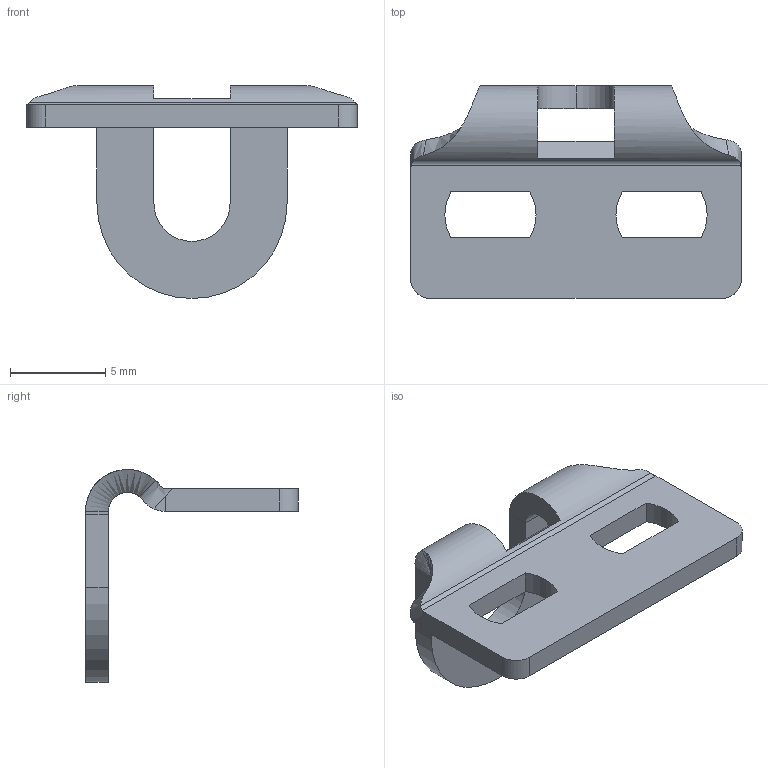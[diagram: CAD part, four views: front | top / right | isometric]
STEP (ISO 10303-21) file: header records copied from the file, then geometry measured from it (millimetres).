
FILE_DESCRIPTION (( 'STEP AP214' ), '1' );
FILE_NAME ('Cranck Plunger Lever.STEP', '2025-07-06T08:34:29', ( '' ), ( '' ), 'SwSTEP 2.0', 'SolidWorks 2025', '' );
FILE_SCHEMA (( 'AUTOMOTIVE_DESIGN' ));
Length unit declared in the file: millimetre
Products named in the file (1): Cranck Plunger Lever
Bounding box: 17.4 x 11.2 x 11.2 mm (x, y, z)
Volume: 244.2 mm3; surface area: 551 mm2
Topology: 1 solids, 1 shells, 40 faces, 110 edges, 70 vertices
Faces by surface type: plane 20, cylinder 16, bspline 4
Entity records: 1519 total; most frequent: CARTESIAN_POINT 488, ORIENTED_EDGE 220, DIRECTION 192, EDGE_CURVE 110, VERTEX_POINT 70, AXIS2_PLACEMENT_3D 67, VECTOR 58, LINE 58
